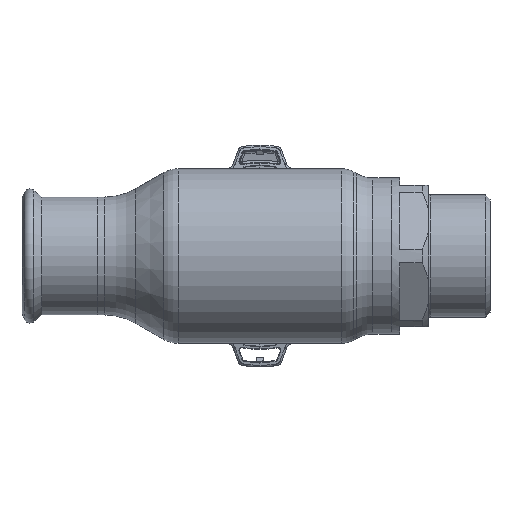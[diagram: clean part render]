
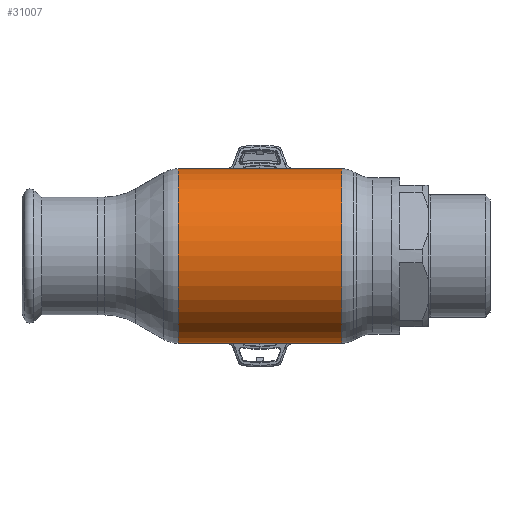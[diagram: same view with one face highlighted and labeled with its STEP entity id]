
A CAD part, front view. The second image highlights one B-rep face of the part: STEP entity #31007.
In plain terms, the highlighted cylindrical face has radius 42.5 mm (diameter 85 mm), a partial arc.
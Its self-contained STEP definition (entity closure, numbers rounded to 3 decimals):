
#1075 = CIRCLE ( 'NONE', #2151, 42.5 ) ;
#1299 = VECTOR ( 'NONE', #32384, 1000. ) ;
#2151 = AXIS2_PLACEMENT_3D ( 'NONE', #27678, #19425, #9082 ) ;
#2777 = LINE ( 'NONE', #29821, #1299 ) ;
#2801 = CARTESIAN_POINT ( 'NONE',  ( -62.69, 0., -42.5 ) ) ;
#4193 = CARTESIAN_POINT ( 'NONE',  ( -39.749, 0., 42.5 ) ) ;
#4408 = VERTEX_POINT ( 'NONE', #4193 ) ;
#5263 = ORIENTED_EDGE ( 'NONE', *, *, #32681, .F. ) ;
#5708 = DIRECTION ( 'NONE',  ( -1., 0., 0. ) ) ;
#6302 = FACE_OUTER_BOUND ( 'NONE', #11779, .T. ) ;
#6526 = ORIENTED_EDGE ( 'NONE', *, *, #23254, .T. ) ;
#6641 = VECTOR ( 'NONE', #5708, 1000. ) ;
#8655 = DIRECTION ( 'NONE',  ( 0., 0., 1. ) ) ;
#8872 = AXIS2_PLACEMENT_3D ( 'NONE', #26264, #21710, #8655 ) ;
#9082 = DIRECTION ( 'NONE',  ( 0., 0., 1. ) ) ;
#9216 = VERTEX_POINT ( 'NONE', #14743 ) ;
#9245 = VERTEX_POINT ( 'NONE', #18167 ) ;
#11779 = EDGE_LOOP ( 'NONE', ( #13256, #27110, #6526, #5263 ) ) ;
#13256 = ORIENTED_EDGE ( 'NONE', *, *, #19667, .F. ) ;
#14430 = CARTESIAN_POINT ( 'NONE',  ( 39.749, 0., -42.5 ) ) ;
#14743 = CARTESIAN_POINT ( 'NONE',  ( -39.749, 0., -42.5 ) ) ;
#17191 = DIRECTION ( 'NONE',  ( -1., 0., 0. ) ) ;
#18167 = CARTESIAN_POINT ( 'NONE',  ( 39.749, 0., 42.5 ) ) ;
#19425 = DIRECTION ( 'NONE',  ( -1., 0., 0. ) ) ;
#19667 = EDGE_CURVE ( 'NONE', #21548, #9216, #25803, .T. ) ;
#19702 = CARTESIAN_POINT ( 'NONE',  ( 39.749, 0., 0. ) ) ;
#21169 = AXIS2_PLACEMENT_3D ( 'NONE', #19702, #17191, #32872 ) ;
#21548 = VERTEX_POINT ( 'NONE', #14430 ) ;
#21570 = EDGE_CURVE ( 'NONE', #21548, #9245, #26561, .T. ) ;
#21710 = DIRECTION ( 'NONE',  ( -1., 0., 0. ) ) ;
#23254 = EDGE_CURVE ( 'NONE', #9245, #4408, #2777, .T. ) ;
#25803 = LINE ( 'NONE', #2801, #6641 ) ;
#26264 = CARTESIAN_POINT ( 'NONE',  ( -62.69, 0., 0. ) ) ;
#26561 = CIRCLE ( 'NONE', #21169, 42.5 ) ;
#26599 = CYLINDRICAL_SURFACE ( 'NONE', #8872, 42.5 ) ;
#27110 = ORIENTED_EDGE ( 'NONE', *, *, #21570, .T. ) ;
#27678 = CARTESIAN_POINT ( 'NONE',  ( -39.749, 0., 0. ) ) ;
#29821 = CARTESIAN_POINT ( 'NONE',  ( -62.69, 0., 42.5 ) ) ;
#31007 = ADVANCED_FACE ( 'NONE', ( #6302 ), #26599, .T. ) ;
#32384 = DIRECTION ( 'NONE',  ( -1., 0., 0. ) ) ;
#32681 = EDGE_CURVE ( 'NONE', #9216, #4408, #1075, .T. ) ;
#32872 = DIRECTION ( 'NONE',  ( 0., 0., 1. ) ) ;
